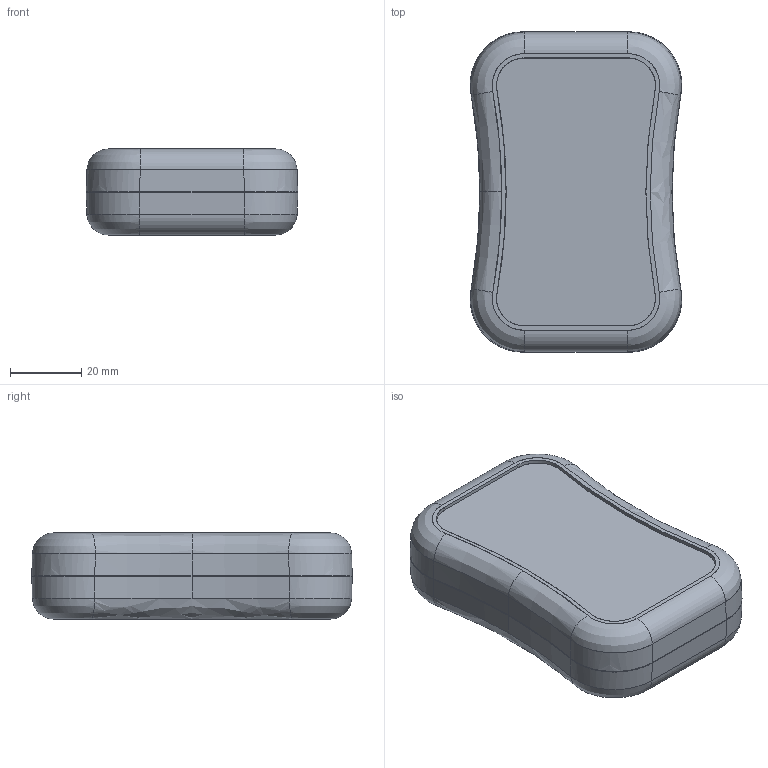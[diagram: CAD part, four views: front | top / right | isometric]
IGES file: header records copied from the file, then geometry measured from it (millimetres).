
Start section: SolidWorks IGES file using analytic representation for surfaces
Global section: file name: KM-122.IGS; native system: SolidWorks 2013; preprocessor: SolidWorks 2013; author: Asus; date: 240426.155656; units: millimetre
Bounding box: 59.45 x 90 x 24.2 mm (x, y, z)
Surface area: 33454.8 mm2 (no closed solid volume)
Topology: 0 solids, 0 shells, 234 faces, 4138 edges, 4138 vertices
Faces by surface type: bspline 126, revolution 108
